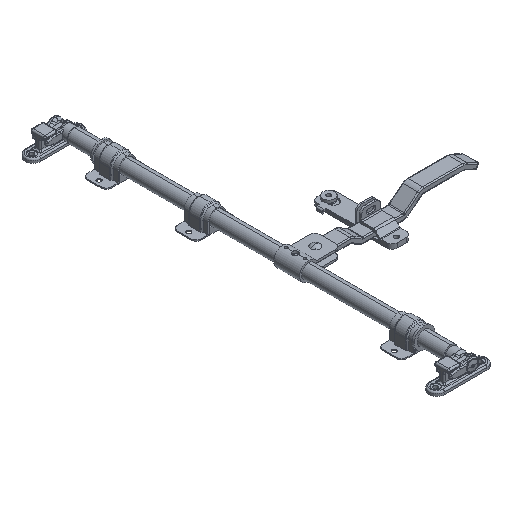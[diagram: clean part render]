
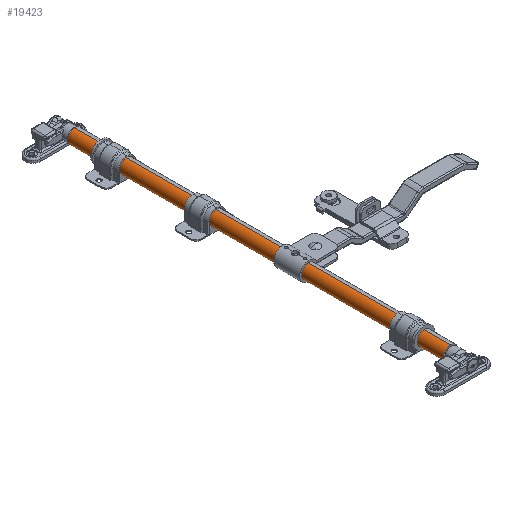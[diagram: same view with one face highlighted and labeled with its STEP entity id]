
A CAD part, isometric view. The second image highlights one B-rep face of the part: STEP entity #19423.
In plain terms, the highlighted cylindrical face has radius 13.6 mm (diameter 27.2 mm), a partial arc.
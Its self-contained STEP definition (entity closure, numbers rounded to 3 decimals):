
#2349 = EDGE_LOOP ( 'NONE', ( #22155, #22161, #22163, #22160 ) ) ;
#3063 = VERTEX_POINT ( 'NONE', #9954 ) ;
#3064 = VERTEX_POINT ( 'NONE', #9955 ) ;
#3065 = VERTEX_POINT ( 'NONE', #9956 ) ;
#3066 = VERTEX_POINT ( 'NONE', #9957 ) ;
#4877 = CIRCLE ( 'NONE', #9416, 13.6 ) ;
#4879 = CIRCLE ( 'NONE', #9407, 13.6 ) ;
#9407 = AXIS2_PLACEMENT_3D ( 'NONE', #12036, #12037, #12038 ) ;
#9414 = VECTOR ( 'NONE', #12021, 1000. ) ;
#9416 = AXIS2_PLACEMENT_3D ( 'NONE', #12027, #12031, #12032 ) ;
#9417 = VECTOR ( 'NONE', #12030, 1000. ) ;
#9954 = CARTESIAN_POINT ( 'NONE',  ( 0., 364., 13.6 ) ) ;
#9955 = CARTESIAN_POINT ( 'NONE',  ( 0., 364., -13.6 ) ) ;
#9956 = CARTESIAN_POINT ( 'NONE',  ( 0., -364., 13.6 ) ) ;
#9957 = CARTESIAN_POINT ( 'NONE',  ( 0., -364., -13.6 ) ) ;
#12019 = LINE ( 'NONE', #12020, #9414 ) ;
#12020 = CARTESIAN_POINT ( 'NONE',  ( 0., 364., 13.6 ) ) ;
#12021 = DIRECTION ( 'NONE',  ( 0., -1., 0. ) ) ;
#12027 = CARTESIAN_POINT ( 'NONE',  ( 0., 364., 0. ) ) ;
#12028 = LINE ( 'NONE', #12029, #9417 ) ;
#12029 = CARTESIAN_POINT ( 'NONE',  ( 0., 364., -13.6 ) ) ;
#12030 = DIRECTION ( 'NONE',  ( 0., -1., 0. ) ) ;
#12031 = DIRECTION ( 'NONE',  ( 0., 1., 0. ) ) ;
#12032 = DIRECTION ( 'NONE',  ( 0., 0., 1. ) ) ;
#12036 = CARTESIAN_POINT ( 'NONE',  ( 0., -364., 0. ) ) ;
#12037 = DIRECTION ( 'NONE',  ( 0., 1., 0. ) ) ;
#12038 = DIRECTION ( 'NONE',  ( 0., 0., 1. ) ) ;
#13570 = CARTESIAN_POINT ( 'NONE',  ( 0., 364., 0. ) ) ;
#13571 = DIRECTION ( 'NONE',  ( 0., -1., 0. ) ) ;
#13572 = DIRECTION ( 'NONE',  ( 0., 0., -1. ) ) ;
#14277 = CYLINDRICAL_SURFACE ( 'NONE', #14282, 13.6 ) ;
#14279 = FACE_OUTER_BOUND ( 'NONE', #2349, .T. ) ;
#14282 = AXIS2_PLACEMENT_3D ( 'NONE', #13570, #13571, #13572 ) ;
#19157 = EDGE_CURVE ( 'NONE', #3063, #3065, #12019, .T. ) ;
#19160 = EDGE_CURVE ( 'NONE', #3064, #3066, #12028, .T. ) ;
#19161 = EDGE_CURVE ( 'NONE', #3064, #3063, #4877, .T. ) ;
#19163 = EDGE_CURVE ( 'NONE', #3066, #3065, #4879, .T. ) ;
#19423 = ADVANCED_FACE ( 'NONE', ( #14279 ), #14277, .T. ) ;
#22155 = ORIENTED_EDGE ( 'NONE', *, *, #19157, .F. ) ;
#22160 = ORIENTED_EDGE ( 'NONE', *, *, #19163, .T. ) ;
#22161 = ORIENTED_EDGE ( 'NONE', *, *, #19161, .F. ) ;
#22163 = ORIENTED_EDGE ( 'NONE', *, *, #19160, .T. ) ;
